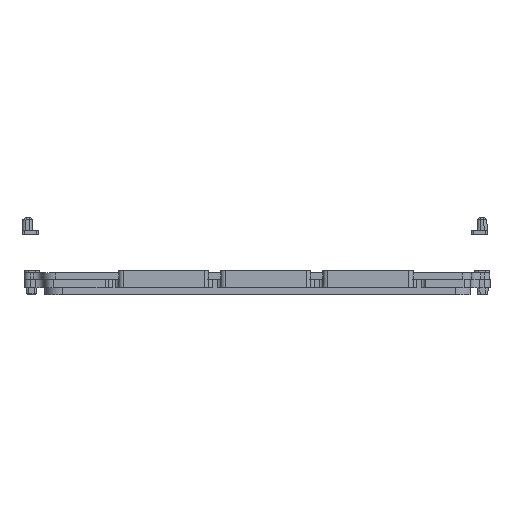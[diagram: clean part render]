
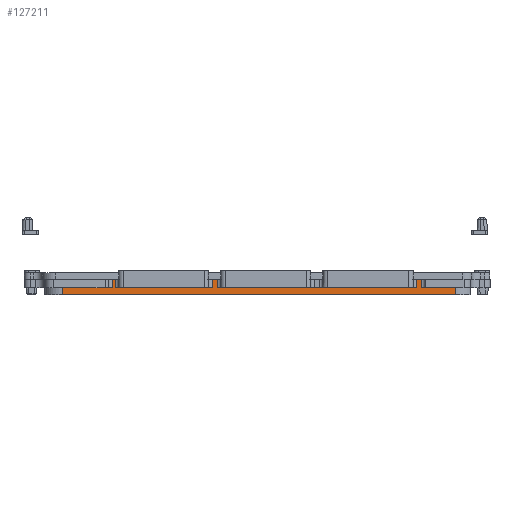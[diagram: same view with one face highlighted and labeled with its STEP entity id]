
A CAD part, front view. The second image highlights one B-rep face of the part: STEP entity #127211.
In plain terms, the highlighted planar face has unit normal (0, -1, 0).
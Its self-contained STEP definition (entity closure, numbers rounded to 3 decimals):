
#2978=PLANE('',#137647);
#8413=FACE_OUTER_BOUND('',#15874,.T.);
#15874=EDGE_LOOP('',(#100084,#100085,#100086,#100087,#100088,#100089,#100090,
#100091,#100092,#100093,#100094,#100095,#100096,#100097,#100098,#100099));
#32090=LINE('',#233125,#44113);
#32094=LINE('',#233145,#44117);
#32102=LINE('',#233185,#44125);
#32405=LINE('',#234413,#44428);
#32816=LINE('',#235901,#44839);
#32855=LINE('',#236004,#44878);
#32913=LINE('',#236176,#44936);
#32934=LINE('',#236321,#44957);
#32935=LINE('',#236324,#44958);
#32956=LINE('',#236390,#44979);
#32957=LINE('',#236392,#44980);
#32958=LINE('',#236393,#44981);
#32959=LINE('',#236394,#44982);
#32960=LINE('',#236395,#44983);
#32961=LINE('',#236396,#44984);
#32962=LINE('',#236397,#44985);
#44113=VECTOR('',#160405,1.);
#44117=VECTOR('',#160421,1.);
#44125=VECTOR('',#160453,1.);
#44428=VECTOR('',#161390,1.);
#44839=VECTOR('',#162645,1.);
#44878=VECTOR('',#162756,1.);
#44936=VECTOR('',#162922,1.);
#44957=VECTOR('',#162961,1.);
#44958=VECTOR('',#162966,1.);
#44979=VECTOR('',#163031,1.);
#44980=VECTOR('',#163034,1.);
#44981=VECTOR('',#163035,1.);
#44982=VECTOR('',#163036,1.);
#44983=VECTOR('',#163037,1.);
#44984=VECTOR('',#163038,1.);
#44985=VECTOR('',#163039,1.);
#56584=VERTEX_POINT('',#233122);
#56585=VERTEX_POINT('',#233124);
#56594=VERTEX_POINT('',#233142);
#56595=VERTEX_POINT('',#233144);
#56614=VERTEX_POINT('',#233182);
#56615=VERTEX_POINT('',#233184);
#57222=VERTEX_POINT('',#234410);
#57223=VERTEX_POINT('',#234412);
#57877=VERTEX_POINT('',#235898);
#57878=VERTEX_POINT('',#235900);
#57905=VERTEX_POINT('',#236001);
#57906=VERTEX_POINT('',#236003);
#57965=VERTEX_POINT('',#236173);
#57966=VERTEX_POINT('',#236175);
#57982=VERTEX_POINT('',#236318);
#57983=VERTEX_POINT('',#236320);
#71735=EDGE_CURVE('',#56585,#56584,#32090,.T.);
#71745=EDGE_CURVE('',#56595,#56594,#32094,.T.);
#71765=EDGE_CURVE('',#56615,#56614,#32102,.T.);
#72381=EDGE_CURVE('',#57223,#57222,#32405,.T.);
#73131=EDGE_CURVE('',#57877,#57878,#32816,.T.);
#73184=EDGE_CURVE('',#57905,#57906,#32855,.T.);
#73272=EDGE_CURVE('',#57965,#57966,#32913,.T.);
#73300=EDGE_CURVE('',#57982,#57983,#32934,.T.);
#73302=EDGE_CURVE('',#57983,#57222,#32935,.T.);
#73336=EDGE_CURVE('',#57223,#57905,#32956,.T.);
#73337=EDGE_CURVE('',#56614,#57878,#32957,.T.);
#73338=EDGE_CURVE('',#57877,#56595,#32958,.T.);
#73339=EDGE_CURVE('',#56594,#57966,#32959,.T.);
#73340=EDGE_CURVE('',#57965,#56585,#32960,.T.);
#73341=EDGE_CURVE('',#56584,#57906,#32961,.T.);
#73342=EDGE_CURVE('',#57982,#56615,#32962,.T.);
#100084=ORIENTED_EDGE('',*,*,#71765,.T.);
#100085=ORIENTED_EDGE('',*,*,#73337,.T.);
#100086=ORIENTED_EDGE('',*,*,#73131,.F.);
#100087=ORIENTED_EDGE('',*,*,#73338,.T.);
#100088=ORIENTED_EDGE('',*,*,#71745,.T.);
#100089=ORIENTED_EDGE('',*,*,#73339,.T.);
#100090=ORIENTED_EDGE('',*,*,#73272,.F.);
#100091=ORIENTED_EDGE('',*,*,#73340,.T.);
#100092=ORIENTED_EDGE('',*,*,#71735,.T.);
#100093=ORIENTED_EDGE('',*,*,#73341,.T.);
#100094=ORIENTED_EDGE('',*,*,#73184,.F.);
#100095=ORIENTED_EDGE('',*,*,#73336,.F.);
#100096=ORIENTED_EDGE('',*,*,#72381,.T.);
#100097=ORIENTED_EDGE('',*,*,#73302,.F.);
#100098=ORIENTED_EDGE('',*,*,#73300,.F.);
#100099=ORIENTED_EDGE('',*,*,#73342,.T.);
#127211=ADVANCED_FACE('',(#8413),#2978,.T.);
#137647=AXIS2_PLACEMENT_3D('',#236391,#163032,#163033);
#160405=DIRECTION('',(-1.,0.,0.));
#160421=DIRECTION('',(-1.,0.,0.));
#160453=DIRECTION('',(-1.,0.,0.));
#161390=DIRECTION('',(1.,0.,0.));
#162645=DIRECTION('',(1.,0.,0.));
#162756=DIRECTION('',(1.,0.,0.));
#162922=DIRECTION('',(1.,0.,0.));
#162961=DIRECTION('',(1.,0.,0.));
#162966=DIRECTION('',(0.,0.,-1.));
#163031=DIRECTION('',(0.,0.,1.));
#163032=DIRECTION('center_axis',(0.,-1.,0.));
#163033=DIRECTION('ref_axis',(1.,0.,0.));
#163034=DIRECTION('',(0.,0.,-1.));
#163035=DIRECTION('',(0.,0.,1.));
#163036=DIRECTION('',(0.,0.,-1.));
#163037=DIRECTION('',(0.,0.,1.));
#163038=DIRECTION('',(0.,0.,-1.));
#163039=DIRECTION('',(0.,0.,1.));
#233122=CARTESIAN_POINT('',(-30.893,-151.875,-17.539));
#233124=CARTESIAN_POINT('',(-30.243,-151.875,-17.539));
#233125=CARTESIAN_POINT('',(1.738,-151.875,-17.539));
#233142=CARTESIAN_POINT('',(-8.393,-151.875,-17.539));
#233144=CARTESIAN_POINT('',(-7.243,-151.875,-17.539));
#233145=CARTESIAN_POINT('',(1.738,-151.875,-17.539));
#233182=CARTESIAN_POINT('',(37.719,-151.875,-17.539));
#233184=CARTESIAN_POINT('',(38.757,-151.875,-17.539));
#233185=CARTESIAN_POINT('',(1.738,-151.875,-17.539));
#234410=CARTESIAN_POINT('',(46.403,-151.875,-21.039));
#234412=CARTESIAN_POINT('',(-42.157,-151.875,-21.039));
#234413=CARTESIAN_POINT('',(-45.157,-151.875,-21.039));
#235898=CARTESIAN_POINT('',(-7.243,-151.875,-19.439));
#235900=CARTESIAN_POINT('',(37.719,-151.875,-19.439));
#235901=CARTESIAN_POINT('',(40.313,-151.875,-19.439));
#236001=CARTESIAN_POINT('',(-42.157,-151.875,-19.439));
#236003=CARTESIAN_POINT('',(-30.893,-151.875,-19.439));
#236004=CARTESIAN_POINT('',(40.313,-151.875,-19.439));
#236173=CARTESIAN_POINT('',(-30.243,-151.875,-19.439));
#236175=CARTESIAN_POINT('',(-8.393,-151.875,-19.439));
#236176=CARTESIAN_POINT('',(40.313,-151.875,-19.439));
#236318=CARTESIAN_POINT('',(38.757,-151.875,-19.439));
#236320=CARTESIAN_POINT('',(46.403,-151.875,-19.439));
#236321=CARTESIAN_POINT('',(40.313,-151.875,-19.439));
#236324=CARTESIAN_POINT('',(46.403,-151.875,-20.239));
#236390=CARTESIAN_POINT('',(-42.157,-151.875,-21.039));
#236391=CARTESIAN_POINT('Origin',(-45.157,-151.875,-19.439));
#236392=CARTESIAN_POINT('',(37.719,-151.875,-19.439));
#236393=CARTESIAN_POINT('',(-7.243,-151.875,-17.539));
#236394=CARTESIAN_POINT('',(-8.393,-151.875,-19.439));
#236395=CARTESIAN_POINT('',(-30.243,-151.875,-17.539));
#236396=CARTESIAN_POINT('',(-30.893,-151.875,-19.439));
#236397=CARTESIAN_POINT('',(38.757,-151.875,-17.539));
